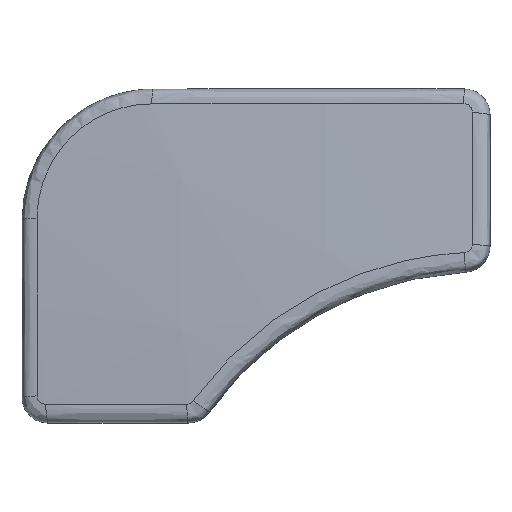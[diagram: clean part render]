
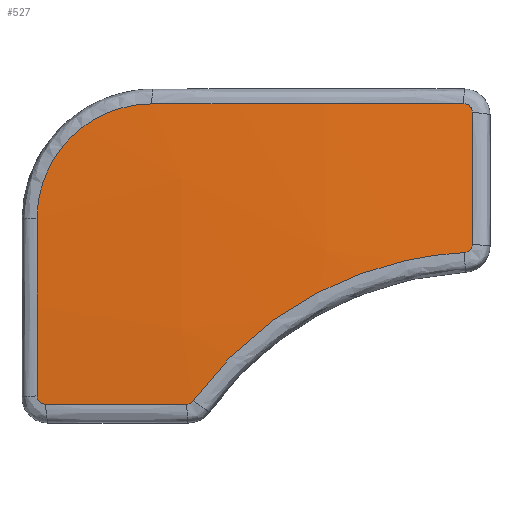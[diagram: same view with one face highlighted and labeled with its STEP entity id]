
A CAD part, top view. The second image highlights one B-rep face of the part: STEP entity #527.
In plain terms, the highlighted spherical face has radius 275 mm.
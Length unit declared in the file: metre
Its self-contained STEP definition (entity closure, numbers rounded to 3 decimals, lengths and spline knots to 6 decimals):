
#30=SPHERICAL_SURFACE('',#592,0.275);
#67=B_SPLINE_CURVE_WITH_KNOTS('',3,(#860,#861,#862,#863),.UNSPECIFIED.,
 .F.,.F.,(4,4),(0.,1.),.UNSPECIFIED.);
#68=B_SPLINE_CURVE_WITH_KNOTS('',3,(#866,#867,#868,#869),.UNSPECIFIED.,
 .F.,.F.,(4,4),(0.,1.),.UNSPECIFIED.);
#69=B_SPLINE_CURVE_WITH_KNOTS('',3,(#871,#872,#873,#874),.UNSPECIFIED.,
 .F.,.F.,(4,4),(0.,1.),.UNSPECIFIED.);
#70=B_SPLINE_CURVE_WITH_KNOTS('',3,(#876,#877,#878,#879,#880,#881,#882),
 .UNSPECIFIED.,.F.,.F.,(4,1,1,1,4),(0.,0.25,0.5,0.75,1.),.UNSPECIFIED.);
#71=B_SPLINE_CURVE_WITH_KNOTS('',3,(#884,#885,#886,#887),.UNSPECIFIED.,
 .F.,.F.,(4,4),(0.,1.),.UNSPECIFIED.);
#72=B_SPLINE_CURVE_WITH_KNOTS('',3,(#889,#890,#891,#892),.UNSPECIFIED.,
 .F.,.F.,(4,4),(0.,1.),.UNSPECIFIED.);
#73=B_SPLINE_CURVE_WITH_KNOTS('',3,(#894,#895,#896,#897),.UNSPECIFIED.,
 .F.,.F.,(4,4),(0.,1.),.UNSPECIFIED.);
#74=B_SPLINE_CURVE_WITH_KNOTS('',3,(#899,#900,#901,#902),.UNSPECIFIED.,
 .F.,.F.,(4,4),(0.,1.),.UNSPECIFIED.);
#75=B_SPLINE_CURVE_WITH_KNOTS('',3,(#904,#905,#906,#907,#908,#909,#910),
 .UNSPECIFIED.,.F.,.F.,(4,1,1,1,4),(0.,0.25,0.5,0.75,1.),.UNSPECIFIED.);
#76=B_SPLINE_CURVE_WITH_KNOTS('',3,(#912,#913,#914,#915),.UNSPECIFIED.,
 .F.,.F.,(4,4),(0.,1.),.UNSPECIFIED.);
#139=ORIENTED_EDGE('',*,*,#281,.T.);
#140=ORIENTED_EDGE('',*,*,#282,.T.);
#141=ORIENTED_EDGE('',*,*,#283,.T.);
#142=ORIENTED_EDGE('',*,*,#284,.T.);
#143=ORIENTED_EDGE('',*,*,#285,.T.);
#144=ORIENTED_EDGE('',*,*,#286,.T.);
#145=ORIENTED_EDGE('',*,*,#287,.T.);
#146=ORIENTED_EDGE('',*,*,#288,.T.);
#147=ORIENTED_EDGE('',*,*,#289,.T.);
#148=ORIENTED_EDGE('',*,*,#290,.T.);
#281=EDGE_CURVE('',#347,#348,#67,.T.);
#282=EDGE_CURVE('',#348,#349,#68,.T.);
#283=EDGE_CURVE('',#349,#350,#69,.T.);
#284=EDGE_CURVE('',#350,#351,#70,.T.);
#285=EDGE_CURVE('',#351,#352,#71,.T.);
#286=EDGE_CURVE('',#352,#353,#72,.T.);
#287=EDGE_CURVE('',#353,#354,#73,.T.);
#288=EDGE_CURVE('',#354,#355,#74,.T.);
#289=EDGE_CURVE('',#355,#356,#75,.T.);
#290=EDGE_CURVE('',#356,#347,#76,.T.);
#347=VERTEX_POINT('',#864);
#348=VERTEX_POINT('',#865);
#349=VERTEX_POINT('',#870);
#350=VERTEX_POINT('',#875);
#351=VERTEX_POINT('',#883);
#352=VERTEX_POINT('',#888);
#353=VERTEX_POINT('',#893);
#354=VERTEX_POINT('',#898);
#355=VERTEX_POINT('',#903);
#356=VERTEX_POINT('',#911);
#430=EDGE_LOOP('',(#139,#140,#141,#142,#143,#144,#145,#146,#147,#148));
#474=FACE_BOUND('',#430,.T.);
#527=ADVANCED_FACE('',(#474),#30,.T.);
#592=AXIS2_PLACEMENT_3D('',#859,#683,#684);
#683=DIRECTION('',(1.,0.,0.));
#684=DIRECTION('',(0.,0.,1.));
#859=CARTESIAN_POINT('',(0.038795,-0.00334,-0.235261));
#860=CARTESIAN_POINT('',(0.000189,0.014759,0.036414));
#861=CARTESIAN_POINT('',(0.000189,0.014369,0.03644));
#862=CARTESIAN_POINT('',(0.000505,0.014055,0.036505));
#863=CARTESIAN_POINT('',(0.000893,0.014055,0.036559));
#864=CARTESIAN_POINT('',(0.000189,0.014759,0.036414));
#865=CARTESIAN_POINT('',(0.000893,0.014055,0.036559));
#866=CARTESIAN_POINT('',(0.000893,0.014055,0.036559));
#867=CARTESIAN_POINT('',(0.004865,0.014055,0.037113));
#868=CARTESIAN_POINT('',(0.008867,0.014055,0.037582));
#869=CARTESIAN_POINT('',(0.012893,0.014055,0.037964));
#870=CARTESIAN_POINT('',(0.012893,0.014055,0.037964));
#871=CARTESIAN_POINT('',(0.012893,0.014055,0.037964));
#872=CARTESIAN_POINT('',(0.01312,0.014055,0.037985));
#873=CARTESIAN_POINT('',(0.013333,0.014164,0.037998));
#874=CARTESIAN_POINT('',(0.013465,0.014348,0.037998));
#875=CARTESIAN_POINT('',(0.013465,0.014348,0.037998));
#876=CARTESIAN_POINT('',(0.013465,0.014348,0.037998));
#877=CARTESIAN_POINT('',(0.014796,0.016202,0.038002));
#878=CARTESIAN_POINT('',(0.017874,0.019595,0.03801));
#879=CARTESIAN_POINT('',(0.023436,0.023496,0.038024));
#880=CARTESIAN_POINT('',(0.029796,0.02609,0.03804));
#881=CARTESIAN_POINT('',(0.034256,0.026826,0.038051));
#882=CARTESIAN_POINT('',(0.036524,0.026944,0.038057));
#883=CARTESIAN_POINT('',(0.036524,0.026944,0.038057));
#884=CARTESIAN_POINT('',(0.036524,0.026944,0.038057));
#885=CARTESIAN_POINT('',(0.0369,0.026963,0.038058));
#886=CARTESIAN_POINT('',(0.037191,0.027274,0.038025));
#887=CARTESIAN_POINT('',(0.037191,0.027646,0.037983));
#888=CARTESIAN_POINT('',(0.037191,0.027646,0.037983));
#889=CARTESIAN_POINT('',(0.037191,0.027646,0.037983));
#890=CARTESIAN_POINT('',(0.037191,0.031404,0.037557));
#891=CARTESIAN_POINT('',(0.037191,0.035153,0.037053));
#892=CARTESIAN_POINT('',(0.037191,0.03889,0.036473));
#893=CARTESIAN_POINT('',(0.037191,0.03889,0.036473));
#894=CARTESIAN_POINT('',(0.037191,0.03889,0.036473));
#895=CARTESIAN_POINT('',(0.037191,0.039278,0.036412));
#896=CARTESIAN_POINT('',(0.036877,0.039594,0.036361));
#897=CARTESIAN_POINT('',(0.036487,0.039594,0.036357));
#898=CARTESIAN_POINT('',(0.036487,0.039594,0.036357));
#899=CARTESIAN_POINT('',(0.036487,0.039594,0.036357));
#900=CARTESIAN_POINT('',(0.027581,0.039594,0.036282));
#901=CARTESIAN_POINT('',(0.018719,0.039594,0.035768));
#902=CARTESIAN_POINT('',(0.009943,0.039594,0.03483));
#903=CARTESIAN_POINT('',(0.009943,0.039594,0.03483));
#904=CARTESIAN_POINT('',(0.009943,0.039594,0.03483));
#905=CARTESIAN_POINT('',(0.008648,0.039594,0.034692));
#906=CARTESIAN_POINT('',(0.006114,0.039084,0.034484));
#907=CARTESIAN_POINT('',(0.002858,0.036914,0.034403));
#908=CARTESIAN_POINT('',(0.000693,0.033652,0.034572));
#909=CARTESIAN_POINT('',(0.000189,0.031127,0.034829));
#910=CARTESIAN_POINT('',(0.000189,0.029841,0.034987));
#911=CARTESIAN_POINT('',(0.000189,0.029841,0.034987));
#912=CARTESIAN_POINT('',(0.000189,0.029841,0.034987));
#913=CARTESIAN_POINT('',(0.000189,0.024828,0.035602));
#914=CARTESIAN_POINT('',(0.000189,0.019798,0.036078));
#915=CARTESIAN_POINT('',(0.000189,0.014759,0.036414));
